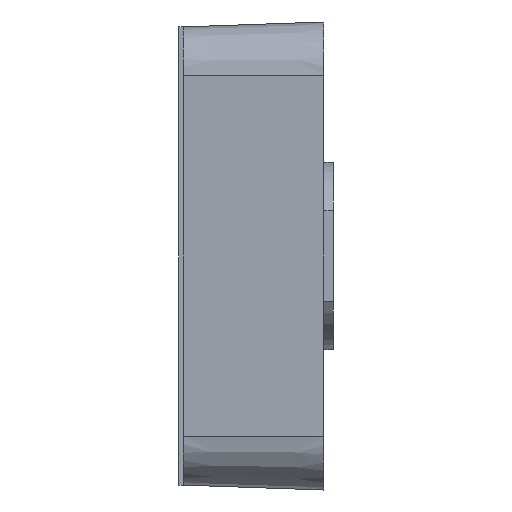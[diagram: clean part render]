
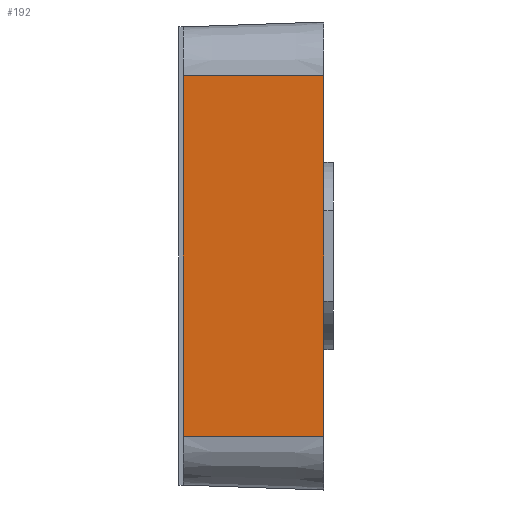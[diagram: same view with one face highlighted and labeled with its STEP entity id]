
A CAD part, left-side view. The second image highlights one B-rep face of the part: STEP entity #192.
In plain terms, the highlighted planar face has unit normal (-0.999, 0.035, 0).
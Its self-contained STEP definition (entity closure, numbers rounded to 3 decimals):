
#177 = ORIENTED_EDGE ( 'NONE', *, *, #2492, .T. ) ;
#188 = ORIENTED_EDGE ( 'NONE', *, *, #2467, .T. ) ;
#190 = ORIENTED_EDGE ( 'NONE', *, *, #2253, .F. ) ;
#191 = ORIENTED_EDGE ( 'NONE', *, *, #194, .F. ) ;
#192 = ADVANCED_FACE ( 'NONE', ( #704 ), #739, .T. ) ;
#193 = EDGE_LOOP ( 'NONE', ( #188, #191, #190, #177 ) ) ;
#194 = EDGE_CURVE ( 'NONE', #2252, #2427, #738, .T. ) ;
#704 = FACE_OUTER_BOUND ( 'NONE', #193, .T. ) ;
#706 = AXIS2_PLACEMENT_3D ( 'NONE', #735, #734, #733 ) ;
#731 = DIRECTION ( 'NONE',  ( -0.035, -0.999, 0. ) ) ;
#732 = VECTOR ( 'NONE', #731, 1000. ) ;
#733 = DIRECTION ( 'NONE',  ( -0.035, -0.999, 0. ) ) ;
#734 = DIRECTION ( 'NONE',  ( -0.999, 0.035, 0. ) ) ;
#735 = CARTESIAN_POINT ( 'NONE',  ( -30., 0., -7.7 ) ) ;
#738 = LINE ( 'NONE', #744, #732 ) ;
#739 = PLANE ( 'NONE',  #706 ) ;
#744 = CARTESIAN_POINT ( 'NONE',  ( -30., 0., 7.7 ) ) ;
#811 = CARTESIAN_POINT ( 'NONE',  ( -30., 0., -7.7 ) ) ;
#843 = VECTOR ( 'NONE', #855, 1000. ) ;
#853 = LINE ( 'NONE', #811, #843 ) ;
#855 = DIRECTION ( 'NONE',  ( 0., 0., 1. ) ) ;
#1488 = CARTESIAN_POINT ( 'NONE',  ( -29.79, 6., 7.7 ) ) ;
#1491 = LINE ( 'NONE', #1537, #1536 ) ;
#1535 = DIRECTION ( 'NONE',  ( 0., 0., 1. ) ) ;
#1536 = VECTOR ( 'NONE', #1535, 1000. ) ;
#1537 = CARTESIAN_POINT ( 'NONE',  ( -29.79, 6., -7.7 ) ) ;
#1540 = CARTESIAN_POINT ( 'NONE',  ( -29.79, 6., -7.7 ) ) ;
#1767 = CARTESIAN_POINT ( 'NONE',  ( -30., 0., 7.7 ) ) ;
#1844 = CARTESIAN_POINT ( 'NONE',  ( -30., 0., -7.7 ) ) ;
#1900 = DIRECTION ( 'NONE',  ( -0.035, -0.999, 0. ) ) ;
#1901 = VECTOR ( 'NONE', #1900, 1000. ) ;
#1902 = CARTESIAN_POINT ( 'NONE',  ( -30., 0., -7.7 ) ) ;
#1904 = LINE ( 'NONE', #1902, #1901 ) ;
#2252 = VERTEX_POINT ( 'NONE', #1488 ) ;
#2253 = EDGE_CURVE ( 'NONE', #2254, #2252, #1491, .T. ) ;
#2254 = VERTEX_POINT ( 'NONE', #1540 ) ;
#2427 = VERTEX_POINT ( 'NONE', #1767 ) ;
#2453 = VERTEX_POINT ( 'NONE', #1844 ) ;
#2467 = EDGE_CURVE ( 'NONE', #2453, #2427, #853, .T. ) ;
#2492 = EDGE_CURVE ( 'NONE', #2254, #2453, #1904, .T. ) ;
